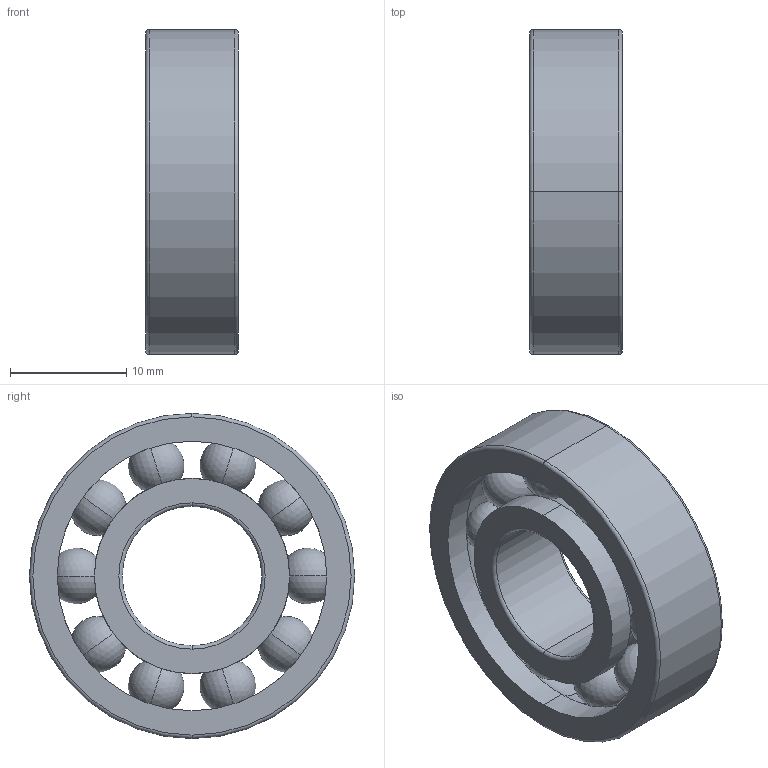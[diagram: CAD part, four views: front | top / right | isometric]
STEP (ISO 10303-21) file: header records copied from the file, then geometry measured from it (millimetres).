
FILE_DESCRIPTION (( 'STEP AP203' ), '1' );
FILE_NAME ('SKF_6001_SKF - 6001 - 10-DE-NC-10_68_sldprt.STEP', '2017-12-12T20:32:52', ( '' ), ( '' ), 'SwSTEP 2.0', 'SolidWorks 2016', '' );
FILE_SCHEMA (( 'CONFIG_CONTROL_DESIGN' ));
Length unit declared in the file: millimetre
Products named in the file (1): SKF_6001_SKF - 6001 - 10-DE-NC-10_68_sldprt
Bounding box: 8 x 28 x 28 mm (x, y, z)
Volume: 2749.5 mm3; surface area: 3250.4 mm2
Topology: 1 solids, 1 shells, 77 faces, 326 edges, 213 vertices
Faces by surface type: torus 41, sphere 20, cylinder 12, plane 4
Entity records: 3891 total; most frequent: CARTESIAN_POINT 1497, ORIENTED_EDGE 572, DIRECTION 436, EDGE_CURVE 286, AXIS2_PLACEMENT_3D 212, VERTEX_POINT 193, B_SPLINE_CURVE_WITH_KNOTS 140, CIRCLE 134
